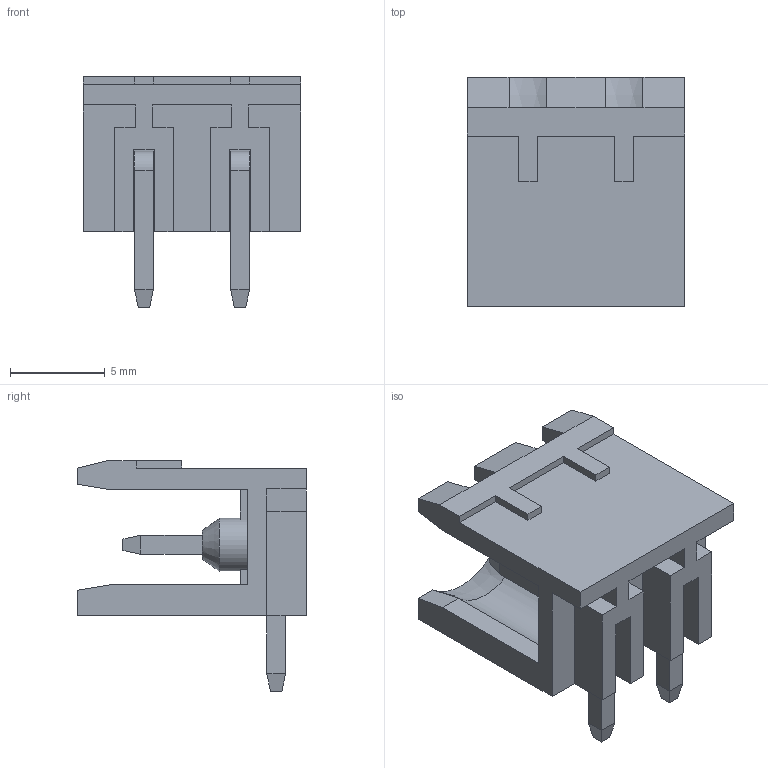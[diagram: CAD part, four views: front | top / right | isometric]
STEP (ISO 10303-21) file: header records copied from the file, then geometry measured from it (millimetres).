
FILE_DESCRIPTION(/* description */ (''),/* implementation_level */ '2;1');
FILE_NAME(/* name */ 'CONN.step',/* time_stamp */ '2023-06-15T16:51:29+03:00',/* author */ (''),/* organization */ (''),/* preprocessor_version */ 'ST-DEVELOPER v19.2',/* originating_system */ 'Autodesk Translation Framework v12.6.0.85',/* authorisation */ '');
FILE_SCHEMA (('AUTOMOTIVE_DESIGN { 1 0 10303 214 3 1 1 }'));
Length unit declared in the file: millimetre
Products named in the file (1): 2EDGRC-5.0-02P-14-00AH
Bounding box: 11.48 x 12.1 x 12.2 mm (x, y, z)
Volume: 466.3 mm3; surface area: 972.5 mm2
Topology: 1 solids, 1 shells, 138 faces, 368 edges, 234 vertices
Faces by surface type: plane 126, bspline 4, cone 4, cylinder 4
Full cylindrical faces by diameter (mm): 2.8 x2
Entity records: 4474 total; most frequent: CARTESIAN_POINT 985, ORIENTED_EDGE 736, DIRECTION 654, EDGE_CURVE 368, LINE 336, VECTOR 336, VERTEX_POINT 234, AXIS2_PLACEMENT_3D 159
